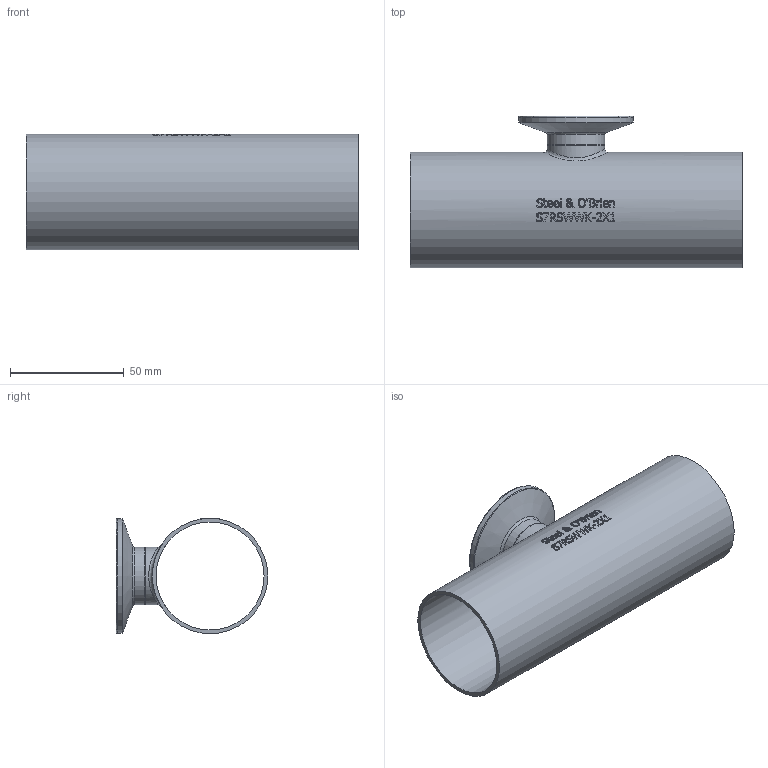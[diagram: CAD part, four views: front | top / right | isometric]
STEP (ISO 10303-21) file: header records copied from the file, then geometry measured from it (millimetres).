
FILE_DESCRIPTION(/* description */ (''),/* implementation_level */ '2;1');
FILE_NAME(/* name */ 'S7RSWWK-2X1.stp',/* time_stamp */ '2018-11-29T13:51:08-05:00',/* author */ ('ken'),/* organization */ (''),/* preprocessor_version */ 'ST-DEVELOPER v15.2',/* originating_system */ 'Autodesk Inventor 2014',/* authorisation */ '');
FILE_SCHEMA (('AUTOMOTIVE_DESIGN { 1 0 10303 214 3 1 1 }'));
Length unit declared in the file: inch
Products named in the file (1): S7RSWWK-2X1
Bounding box: 146.05 x 66.67 x 50.8 mm (x, y, z)
Volume: 45501.7 mm3; surface area: 50661.7 mm2
Topology: 1 solids, 1 shells, 406 faces, 1087 edges, 721 vertices
Faces by surface type: plane 182, bspline 171, cylinder 41, torus 9, cone 3
Full cylindrical faces by diameter (mm): 22.098 x2, 25.4 x2, 47.498 x1, 50.394 x1, 50.8 x1
Entity records: 15784 total; most frequent: CARTESIAN_POINT 6605, ORIENTED_EDGE 2132, DIRECTION 1412, EDGE_CURVE 1066, VERTEX_POINT 719, LINE 506, VECTOR 506, EDGE_LOOP 467
